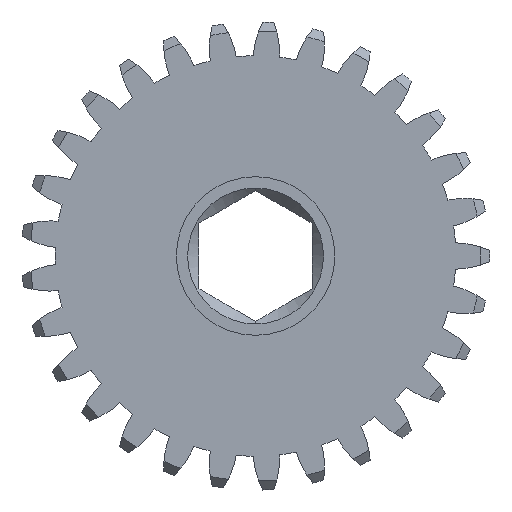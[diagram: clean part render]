
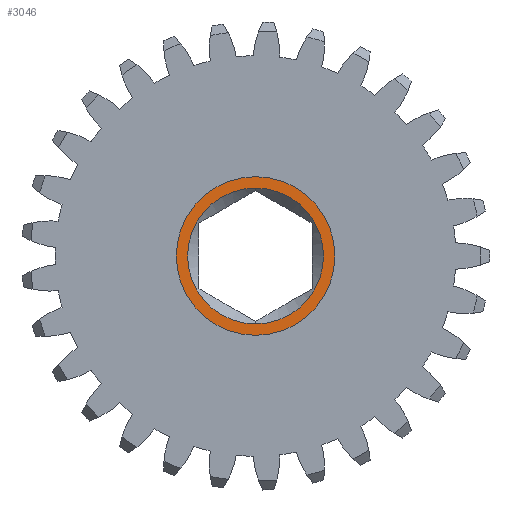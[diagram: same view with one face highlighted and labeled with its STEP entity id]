
A CAD part, left-side view. The second image highlights one B-rep face of the part: STEP entity #3046.
In plain terms, the highlighted planar face has unit normal (-1, 0, 0).
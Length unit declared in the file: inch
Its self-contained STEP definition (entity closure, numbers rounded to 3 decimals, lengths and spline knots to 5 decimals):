
#299 = DIRECTION ( 'NONE',  ( 0., 0., -1. ) ) ;
#481 = CIRCLE ( 'NONE', #5499, 0.225 ) ;
#865 = DIRECTION ( 'NONE',  ( -1., 0., 0. ) ) ;
#920 = EDGE_CURVE ( 'NONE', #1985, #5722, #4854, .T. ) ;
#1535 = EDGE_LOOP ( 'NONE', ( #4666, #5192 ) ) ;
#1729 = CARTESIAN_POINT ( 'NONE',  ( -0.0625, 0., -0.2625 ) ) ;
#1910 = CARTESIAN_POINT ( 'NONE',  ( -0.0625, 0., 0. ) ) ;
#1985 = VERTEX_POINT ( 'NONE', #4663 ) ;
#2026 = DIRECTION ( 'NONE',  ( 1., 0., 0. ) ) ;
#2102 = ORIENTED_EDGE ( 'NONE', *, *, #920, .F. ) ;
#2164 = EDGE_CURVE ( 'NONE', #6217, #6344, #5226, .T. ) ;
#2259 = EDGE_LOOP ( 'NONE', ( #6309, #2102 ) ) ;
#2278 = AXIS2_PLACEMENT_3D ( 'NONE', #5383, #2737, #3764 ) ;
#2554 = CARTESIAN_POINT ( 'NONE',  ( -0.0625, 0., 0. ) ) ;
#2737 = DIRECTION ( 'NONE',  ( 1., 0., 0. ) ) ;
#2888 = AXIS2_PLACEMENT_3D ( 'NONE', #5005, #5079, #299 ) ;
#3046 = ADVANCED_FACE ( 'NONE', ( #5651, #4114 ), #6684, .T. ) ;
#3355 = EDGE_CURVE ( 'NONE', #6344, #6217, #481, .T. ) ;
#3436 = CARTESIAN_POINT ( 'NONE',  ( -0.0625, 0., 0.225 ) ) ;
#3764 = DIRECTION ( 'NONE',  ( 0., 0., -1. ) ) ;
#4114 = FACE_OUTER_BOUND ( 'NONE', #2259, .T. ) ;
#4455 = DIRECTION ( 'NONE',  ( 1., 0., 0. ) ) ;
#4474 = EDGE_CURVE ( 'NONE', #5722, #1985, #6083, .T. ) ;
#4663 = CARTESIAN_POINT ( 'NONE',  ( -0.0625, 0., 0.2625 ) ) ;
#4666 = ORIENTED_EDGE ( 'NONE', *, *, #3355, .T. ) ;
#4854 = CIRCLE ( 'NONE', #2278, 0.2625 ) ;
#4876 = AXIS2_PLACEMENT_3D ( 'NONE', #1910, #865, #6651 ) ;
#5005 = CARTESIAN_POINT ( 'NONE',  ( -0.0625, 0., 0. ) ) ;
#5079 = DIRECTION ( 'NONE',  ( 1., 0., 0. ) ) ;
#5192 = ORIENTED_EDGE ( 'NONE', *, *, #2164, .T. ) ;
#5226 = CIRCLE ( 'NONE', #2888, 0.225 ) ;
#5339 = DIRECTION ( 'NONE',  ( 0., 0., -1. ) ) ;
#5383 = CARTESIAN_POINT ( 'NONE',  ( -0.0625, 0., 0. ) ) ;
#5420 = AXIS2_PLACEMENT_3D ( 'NONE', #2554, #2026, #5339 ) ;
#5499 = AXIS2_PLACEMENT_3D ( 'NONE', #5502, #4455, #6676 ) ;
#5502 = CARTESIAN_POINT ( 'NONE',  ( -0.0625, 0., 0. ) ) ;
#5651 = FACE_BOUND ( 'NONE', #1535, .T. ) ;
#5722 = VERTEX_POINT ( 'NONE', #1729 ) ;
#6083 = CIRCLE ( 'NONE', #5420, 0.2625 ) ;
#6217 = VERTEX_POINT ( 'NONE', #3436 ) ;
#6309 = ORIENTED_EDGE ( 'NONE', *, *, #4474, .F. ) ;
#6344 = VERTEX_POINT ( 'NONE', #6735 ) ;
#6651 = DIRECTION ( 'NONE',  ( 0., 0., -1. ) ) ;
#6676 = DIRECTION ( 'NONE',  ( 0., 0., -1. ) ) ;
#6684 = PLANE ( 'NONE',  #4876 ) ;
#6735 = CARTESIAN_POINT ( 'NONE',  ( -0.0625, 0., -0.225 ) ) ;
